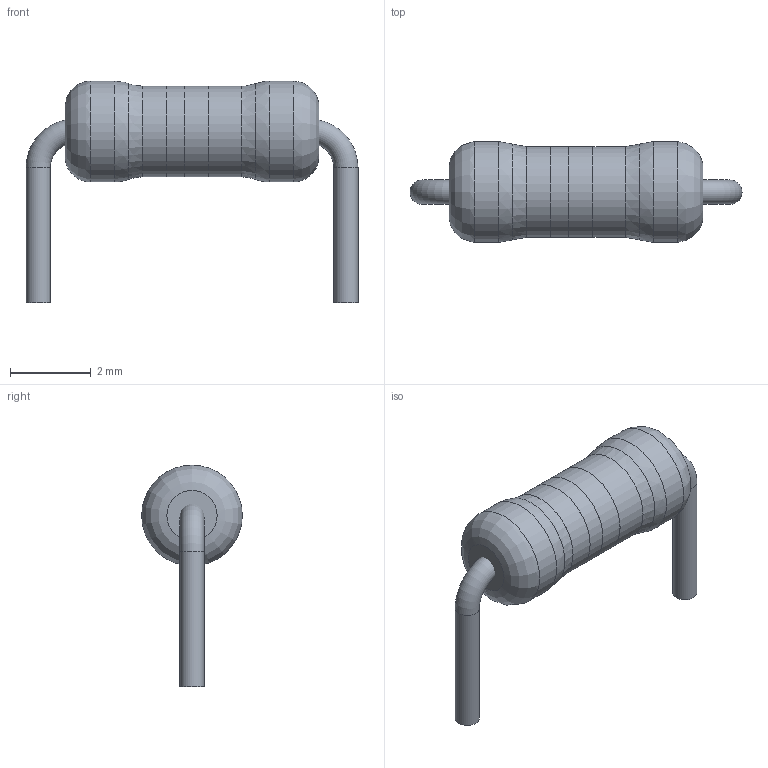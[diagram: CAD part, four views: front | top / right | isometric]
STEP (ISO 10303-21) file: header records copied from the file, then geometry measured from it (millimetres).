
FILE_DESCRIPTION(('FreeCAD Model'),'2;1');
FILE_NAME('Open CASCADE Shape Model','2021-05-20T14:26:19',('Author'),( ''),'Open CASCADE STEP processor 7.4','FreeCAD','Unknown');
FILE_SCHEMA(('AUTOMOTIVE_DESIGN { 1 0 10303 214 1 1 1 1 }'));
Length unit declared in the file: millimetre
Products named in the file (3): resistor; 10k; wire
Assembly tree (2 placements, depth 2):
  resistor
    10k
    wire
Bounding box: 8.24 x 2.5 x 5.5 mm (x, y, z)
Volume: 31.2 mm3; surface area: 82.1 mm2
Topology: 2 solids, 2 shells, 25 faces, 40 edges, 23 vertices
Faces by surface type: cylinder 9, plane 8, revolution 6, torus 2
Full cylindrical faces by diameter (mm): 0.6 x3, 2.25 x2, 2.252 x2, 2.5 x2
Entity records: 1220 total; most frequent: DIRECTION 213, CARTESIAN_POINT 177, ORIENTED_EDGE 80, PCURVE 80, DEFINITIONAL_REPRESENTATION 80, LINE 77, VECTOR 77, AXIS2_PLACEMENT_3D 59
